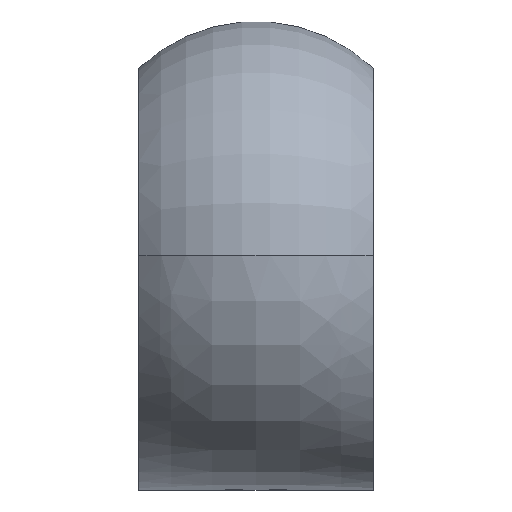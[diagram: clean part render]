
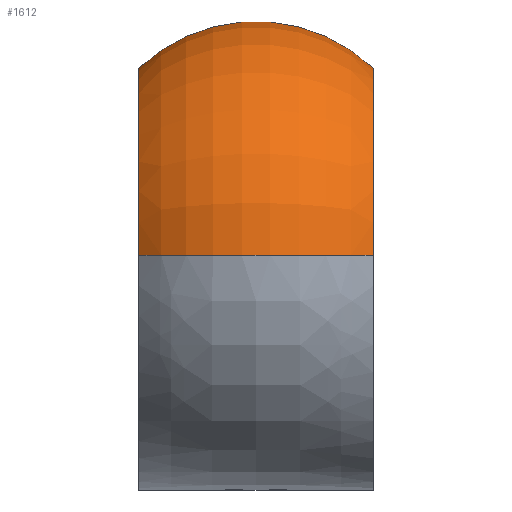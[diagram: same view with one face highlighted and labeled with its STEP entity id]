
A CAD part, top view. The second image highlights one B-rep face of the part: STEP entity #1612.
In plain terms, the highlighted toroidal (fillet/blend) face has major radius 13.75 mm and minor radius 36.25 mm.
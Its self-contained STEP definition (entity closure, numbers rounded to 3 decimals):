
#69 = ORIENTED_EDGE ( 'NONE', *, *, #239, .T. ) ;
#139 = TOROIDAL_SURFACE ( 'NONE', #1561, 13.75, 36.25 ) ;
#220 = EDGE_LOOP ( 'NONE', ( #397, #487, #1216, #69 ) ) ;
#239 = EDGE_CURVE ( 'NONE', #636, #818, #836, .T. ) ;
#311 = EDGE_CURVE ( 'NONE', #1128, #823, #1297, .T. ) ;
#334 = DIRECTION ( 'NONE',  ( 0., 0., -1. ) ) ;
#368 = FACE_OUTER_BOUND ( 'NONE', #220, .T. ) ;
#382 = CARTESIAN_POINT ( 'NONE',  ( 0., -36.25, 150. ) ) ;
#391 = EDGE_CURVE ( 'NONE', #636, #1128, #574, .T. ) ;
#397 = ORIENTED_EDGE ( 'NONE', *, *, #1653, .T. ) ;
#487 = ORIENTED_EDGE ( 'NONE', *, *, #311, .F. ) ;
#574 = CIRCLE ( 'NONE', #1482, 40. ) ;
#602 = CARTESIAN_POINT ( 'NONE',  ( -25., -50., 190. ) ) ;
#636 = VERTEX_POINT ( 'NONE', #1058 ) ;
#653 = AXIS2_PLACEMENT_3D ( 'NONE', #1648, #1007, #1520 ) ;
#742 = CARTESIAN_POINT ( 'NONE',  ( 25., -50., 150. ) ) ;
#818 = VERTEX_POINT ( 'NONE', #1621 ) ;
#823 = VERTEX_POINT ( 'NONE', #602 ) ;
#825 = CARTESIAN_POINT ( 'NONE',  ( 25., -50., 190. ) ) ;
#836 = CIRCLE ( 'NONE', #1273, 36.25 ) ;
#871 = DIRECTION ( 'NONE',  ( 0., 1., 0. ) ) ;
#882 = DIRECTION ( 'NONE',  ( 0., 0., 1. ) ) ;
#962 = CARTESIAN_POINT ( 'NONE',  ( 0., -50., 150. ) ) ;
#995 = AXIS2_PLACEMENT_3D ( 'NONE', #1478, #1134, #871 ) ;
#1007 = DIRECTION ( 'NONE',  ( 0., -1., 0. ) ) ;
#1058 = CARTESIAN_POINT ( 'NONE',  ( 25., -10., 150. ) ) ;
#1091 = DIRECTION ( 'NONE',  ( 0., 1., 0. ) ) ;
#1128 = VERTEX_POINT ( 'NONE', #825 ) ;
#1134 = DIRECTION ( 'NONE',  ( 1., 0., 0. ) ) ;
#1189 = CIRCLE ( 'NONE', #995, 40. ) ;
#1216 = ORIENTED_EDGE ( 'NONE', *, *, #391, .F. ) ;
#1257 = DIRECTION ( 'NONE',  ( 1., 0., 0. ) ) ;
#1273 = AXIS2_PLACEMENT_3D ( 'NONE', #382, #882, #1405 ) ;
#1297 = CIRCLE ( 'NONE', #653, 36.25 ) ;
#1405 = DIRECTION ( 'NONE',  ( -1., 0., 0. ) ) ;
#1478 = CARTESIAN_POINT ( 'NONE',  ( -25., -50., 150. ) ) ;
#1482 = AXIS2_PLACEMENT_3D ( 'NONE', #742, #1257, #1091 ) ;
#1515 = DIRECTION ( 'NONE',  ( 1., 0., 0. ) ) ;
#1520 = DIRECTION ( 'NONE',  ( -1., 0., 0. ) ) ;
#1561 = AXIS2_PLACEMENT_3D ( 'NONE', #962, #1515, #334 ) ;
#1612 = ADVANCED_FACE ( 'NONE', ( #368 ), #139, .T. ) ;
#1621 = CARTESIAN_POINT ( 'NONE',  ( -25., -10., 150. ) ) ;
#1648 = CARTESIAN_POINT ( 'NONE',  ( 0., -50., 163.75 ) ) ;
#1653 = EDGE_CURVE ( 'NONE', #818, #823, #1189, .T. ) ;
